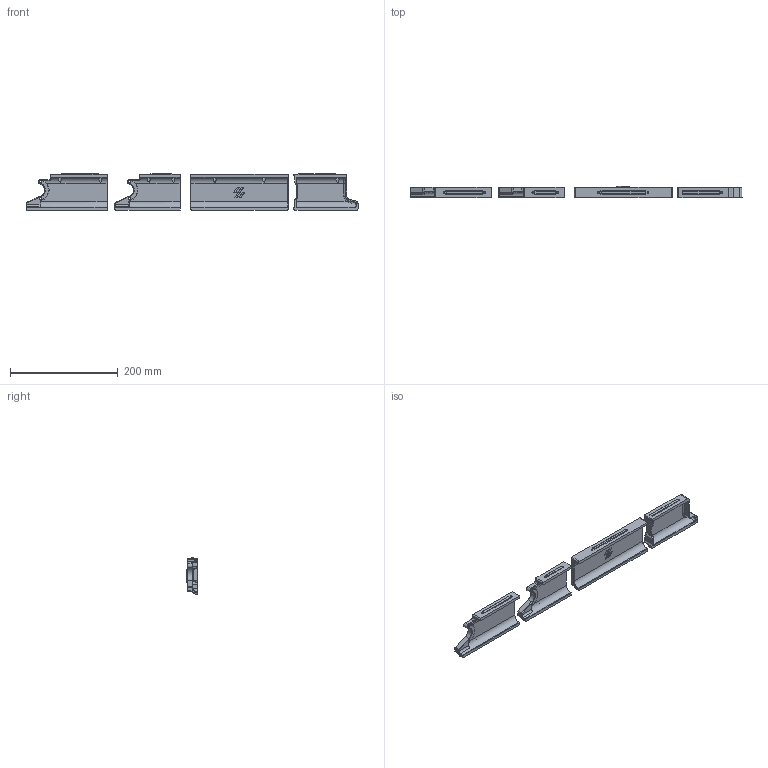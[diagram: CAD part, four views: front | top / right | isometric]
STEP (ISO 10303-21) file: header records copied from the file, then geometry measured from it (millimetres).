
FILE_DESCRIPTION(/* description */ (''),/* implementation_level */ '2;1');
FILE_NAME(/* name */ 'Blank350Skirts.step',/* time_stamp */ '2022-04-25T10:04:02-07:00',/* author */ (''),/* organization */ (''),/* preprocessor_version */ 'ST-DEVELOPER v18.1',/* originating_system */ 'Autodesk Translation Framework v10.14.0.1471',/* authorisation */ '');
FILE_SCHEMA (('AUTOMOTIVE_DESIGN { 1 0 10303 214 3 1 1 }'));
Length unit declared in the file: millimetre
Products named in the file (6): (Unsaved); FrontSkirt350; RearSkirt; RearCenter350; logoaccent; SideSkirt350
Assembly tree (5 placements, depth 3):
  (Unsaved)
    FrontSkirt350
    RearSkirt
    RearCenter350
      logoaccent
    SideSkirt350
Bounding box: 616.2 x 22 x 67 mm (x, y, z)
Volume: 308899.4 mm3; surface area: 107264.7 mm2
Topology: 5 solids, 5 shells, 303 faces, 790 edges, 503 vertices
Faces by surface type: plane 155, cylinder 113, torus 23, bspline 10, cone 1, sphere 1
Full cylindrical faces by diameter (mm): 3.2 x4, 3.4 x1, 3.5 x2, 4.7 x6, 6 x7, 24.463 x1
Entity records: 10075 total; most frequent: CARTESIAN_POINT 2331, DIRECTION 1607, ORIENTED_EDGE 1576, EDGE_CURVE 788, AXIS2_PLACEMENT_3D 571, VERTEX_POINT 503, LINE 465, VECTOR 465
